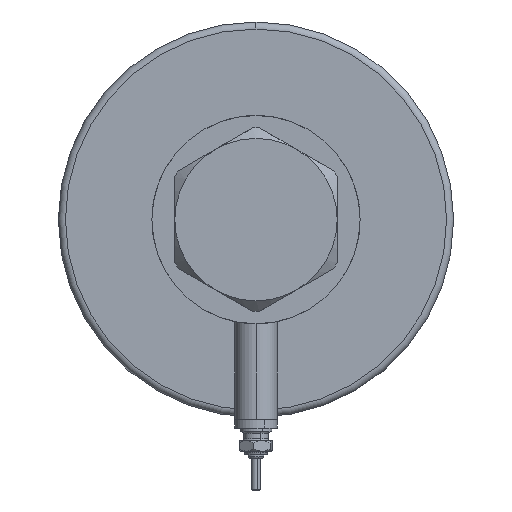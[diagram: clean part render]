
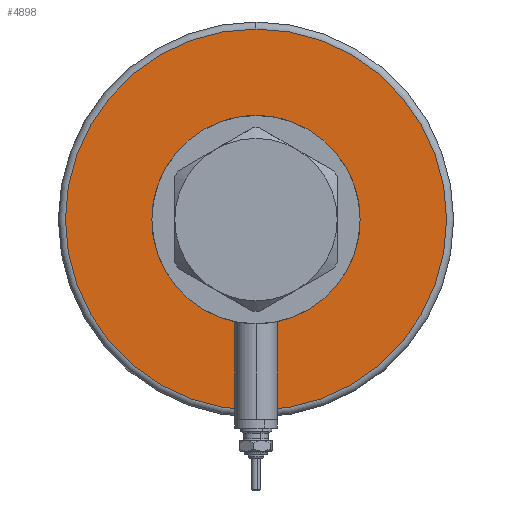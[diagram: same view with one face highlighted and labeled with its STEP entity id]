
A CAD part, left-side view. The second image highlights one B-rep face of the part: STEP entity #4898.
In plain terms, the highlighted face is planar.
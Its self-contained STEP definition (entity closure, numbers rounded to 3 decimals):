
#416 = DIRECTION ( 'NONE',  ( 0., 0., 1. ) ) ;
#444 = PLANE ( 'NONE',  #781 ) ;
#781 = AXIS2_PLACEMENT_3D ( 'NONE', #4844, #416, #2039 ) ;
#785 = AXIS2_PLACEMENT_3D ( 'NONE', #5530, #2647, #4584 ) ;
#986 = CIRCLE ( 'NONE', #2611, 24. ) ;
#1247 = ORIENTED_EDGE ( 'NONE', *, *, #5164, .T. ) ;
#1483 = CIRCLE ( 'NONE', #5743, 24. ) ;
#1948 = DIRECTION ( 'NONE',  ( 0., 0., -1. ) ) ;
#1989 = CARTESIAN_POINT ( 'NONE',  ( 0., 0., 0. ) ) ;
#2039 = DIRECTION ( 'NONE',  ( 1., 0., 0. ) ) ;
#2268 = EDGE_LOOP ( 'NONE', ( #2816, #2972 ) ) ;
#2298 = CIRCLE ( 'NONE', #3015, 54. ) ;
#2380 = ORIENTED_EDGE ( 'NONE', *, *, #3770, .T. ) ;
#2552 = CARTESIAN_POINT ( 'NONE',  ( -24., 0., 0. ) ) ;
#2580 = CARTESIAN_POINT ( 'NONE',  ( 0., 0., 0. ) ) ;
#2611 = AXIS2_PLACEMENT_3D ( 'NONE', #1989, #4007, #3037 ) ;
#2647 = DIRECTION ( 'NONE',  ( 0., 0., -1. ) ) ;
#2816 = ORIENTED_EDGE ( 'NONE', *, *, #3244, .T. ) ;
#2885 = DIRECTION ( 'NONE',  ( 1., 0., 0. ) ) ;
#2909 = EDGE_LOOP ( 'NONE', ( #1247, #2380 ) ) ;
#2972 = ORIENTED_EDGE ( 'NONE', *, *, #4397, .T. ) ;
#3015 = AXIS2_PLACEMENT_3D ( 'NONE', #5324, #1948, #2885 ) ;
#3037 = DIRECTION ( 'NONE',  ( 1., 0., 0. ) ) ;
#3235 = VERTEX_POINT ( 'NONE', #2552 ) ;
#3244 = EDGE_CURVE ( 'NONE', #5096, #3235, #1483, .T. ) ;
#3337 = CARTESIAN_POINT ( 'NONE',  ( -54., 0., 0. ) ) ;
#3770 = EDGE_CURVE ( 'NONE', #3785, #3805, #2298, .T. ) ;
#3785 = VERTEX_POINT ( 'NONE', #3337 ) ;
#3799 = CARTESIAN_POINT ( 'NONE',  ( 54., 0., 0. ) ) ;
#3805 = VERTEX_POINT ( 'NONE', #3799 ) ;
#4007 = DIRECTION ( 'NONE',  ( 0., 0., 1. ) ) ;
#4332 = FACE_BOUND ( 'NONE', #2268, .T. ) ;
#4369 = FACE_OUTER_BOUND ( 'NONE', #2909, .T. ) ;
#4397 = EDGE_CURVE ( 'NONE', #3235, #5096, #986, .T. ) ;
#4584 = DIRECTION ( 'NONE',  ( 1., 0., 0. ) ) ;
#4844 = CARTESIAN_POINT ( 'NONE',  ( 0., 0., 0. ) ) ;
#4898 = ADVANCED_FACE ( 'NONE', ( #4369, #4332 ), #444, .F. ) ;
#5096 = VERTEX_POINT ( 'NONE', #5116 ) ;
#5116 = CARTESIAN_POINT ( 'NONE',  ( 24., 0., 0. ) ) ;
#5164 = EDGE_CURVE ( 'NONE', #3805, #3785, #5969, .T. ) ;
#5324 = CARTESIAN_POINT ( 'NONE',  ( 0., 0., 0. ) ) ;
#5441 = DIRECTION ( 'NONE',  ( 1., 0., 0. ) ) ;
#5530 = CARTESIAN_POINT ( 'NONE',  ( 0., 0., 0. ) ) ;
#5743 = AXIS2_PLACEMENT_3D ( 'NONE', #2580, #5893, #5441 ) ;
#5893 = DIRECTION ( 'NONE',  ( 0., 0., 1. ) ) ;
#5969 = CIRCLE ( 'NONE', #785, 54. ) ;
